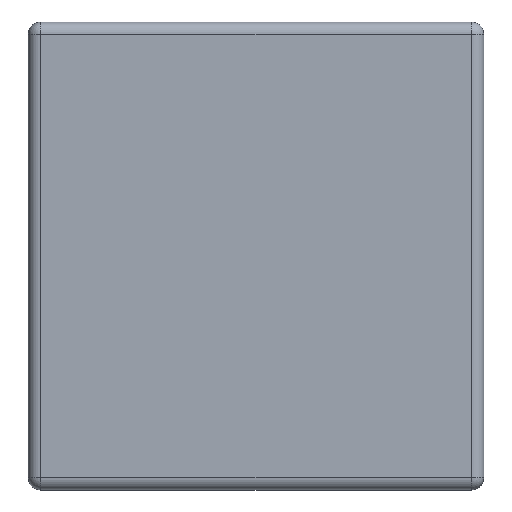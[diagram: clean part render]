
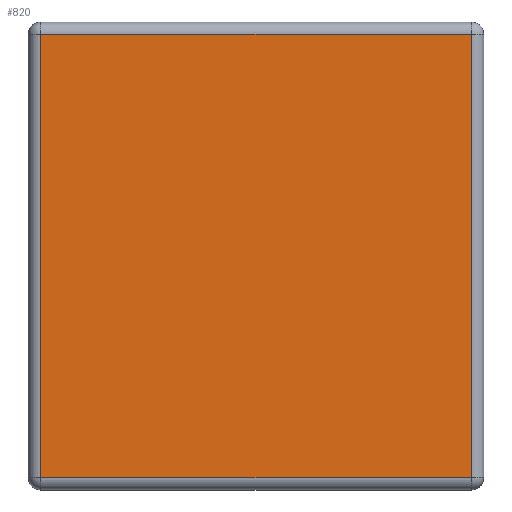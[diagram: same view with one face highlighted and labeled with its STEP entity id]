
A CAD part, front view. The second image highlights one B-rep face of the part: STEP entity #820.
In plain terms, the highlighted planar face has unit normal (0, -1, 0).
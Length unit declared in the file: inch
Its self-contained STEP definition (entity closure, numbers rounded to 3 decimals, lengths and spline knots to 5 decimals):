
#245=DIRECTION('',(0.,0.,-1.));
#246=VECTOR('',#245,107.);
#247=CARTESIAN_POINT('',(176.,0.,53.5));
#248=LINE('',#247,#246);
#252=DIRECTION('',(-1.,0.,0.));
#253=VECTOR('',#252,104.);
#254=CARTESIAN_POINT('',(176.,0.,-53.5));
#255=LINE('',#254,#253);
#259=DIRECTION('',(0.,0.,-1.));
#260=VECTOR('',#259,107.);
#261=CARTESIAN_POINT('',(72.,0.,53.5));
#262=LINE('',#261,#260);
#266=DIRECTION('',(1.,0.,0.));
#267=VECTOR('',#266,104.);
#268=CARTESIAN_POINT('',(72.,0.,53.5));
#269=LINE('',#268,#267);
#540=CARTESIAN_POINT('',(176.,0.,53.5));
#541=CARTESIAN_POINT('',(176.,0.,-53.5));
#542=VERTEX_POINT('',#540);
#543=VERTEX_POINT('',#541);
#568=CARTESIAN_POINT('',(72.,0.,-53.5));
#569=VERTEX_POINT('',#568);
#572=CARTESIAN_POINT('',(72.,0.,53.5));
#573=VERTEX_POINT('',#572);
#807=CARTESIAN_POINT('',(69.,0.,-56.5));
#808=DIRECTION('',(0.,-1.,0.));
#809=DIRECTION('',(1.,0.,0.));
#810=AXIS2_PLACEMENT_3D('',#807,#808,#809);
#811=PLANE('',#810);
#812=ORIENTED_EDGE('',*,*,#773,.T.);
#813=ORIENTED_EDGE('',*,*,#798,.T.);
#815=ORIENTED_EDGE('',*,*,#814,.F.);
#817=ORIENTED_EDGE('',*,*,#816,.T.);
#818=EDGE_LOOP('',(#812,#813,#815,#817));
#819=FACE_OUTER_BOUND('',#818,.F.);
#820=ADVANCED_FACE('',(#819),#811,.T.);
#773=EDGE_CURVE('',#542,#543,#248,.T.);
#798=EDGE_CURVE('',#543,#569,#255,.T.);
#814=EDGE_CURVE('',#573,#569,#262,.T.);
#816=EDGE_CURVE('',#573,#542,#269,.T.);
